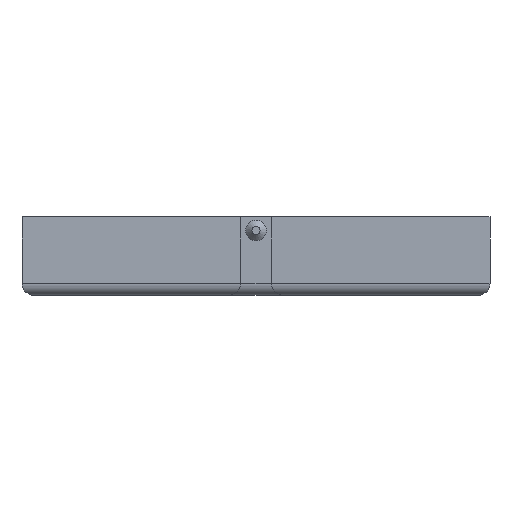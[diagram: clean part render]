
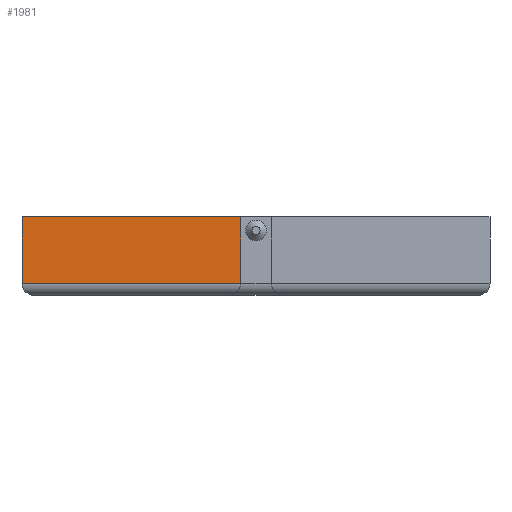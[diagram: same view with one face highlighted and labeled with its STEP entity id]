
A CAD part, front view. The second image highlights one B-rep face of the part: STEP entity #1981.
In plain terms, the highlighted planar face has unit normal (0, -1, 0).
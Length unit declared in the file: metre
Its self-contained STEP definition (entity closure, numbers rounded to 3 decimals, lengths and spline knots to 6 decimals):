
#187=ORIENTED_EDGE('',*,*,#771,.T.);
#188=ORIENTED_EDGE('',*,*,#772,.T.);
#189=ORIENTED_EDGE('',*,*,#773,.F.);
#190=ORIENTED_EDGE('',*,*,#754,.F.);
#754=EDGE_CURVE('',#1046,#1047,#1230,.T.);
#771=EDGE_CURVE('',#1046,#1063,#1247,.T.);
#772=EDGE_CURVE('',#1063,#1064,#1248,.T.);
#773=EDGE_CURVE('',#1047,#1064,#1249,.T.);
#1046=VERTEX_POINT('',#2986);
#1047=VERTEX_POINT('',#2988);
#1063=VERTEX_POINT('',#3025);
#1064=VERTEX_POINT('',#3027);
#1230=LINE('',#2987,#1470);
#1247=LINE('',#3024,#1487);
#1248=LINE('',#3026,#1488);
#1249=LINE('',#3028,#1489);
#1470=VECTOR('',#2347,1.);
#1487=VECTOR('',#2372,1.);
#1488=VECTOR('',#2373,1.);
#1489=VECTOR('',#2374,1.);
#1657=EDGE_LOOP('',(#187,#188,#189,#190));
#1783=FACE_BOUND('',#1657,.T.);
#1907=PLANE('',#2112);
#1981=ADVANCED_FACE('',(#1783),#1907,.F.);
#2112=AXIS2_PLACEMENT_3D('',#3023,#2370,#2371);
#2347=DIRECTION('',(1.,0.,0.));
#2370=DIRECTION('',(0.,1.,0.));
#2371=DIRECTION('',(0.,0.,1.));
#2372=DIRECTION('',(0.,0.,-1.));
#2373=DIRECTION('',(1.,0.,0.));
#2374=DIRECTION('',(0.,0.,-1.));
#2986=CARTESIAN_POINT('',(-0.02386,-0.02386,0.008));
#2987=CARTESIAN_POINT('',(-0.01272,-0.02386,0.008));
#2988=CARTESIAN_POINT('',(-0.00158,-0.02386,0.008));
#3023=CARTESIAN_POINT('',(-0.01272,-0.02386,0.008));
#3024=CARTESIAN_POINT('',(-0.02386,-0.02386,0.008));
#3025=CARTESIAN_POINT('',(-0.02386,-0.02386,0.0012));
#3026=CARTESIAN_POINT('',(-0.01272,-0.02386,0.0012));
#3027=CARTESIAN_POINT('',(-0.00158,-0.02386,0.0012));
#3028=CARTESIAN_POINT('',(-0.00158,-0.02386,0.008));
